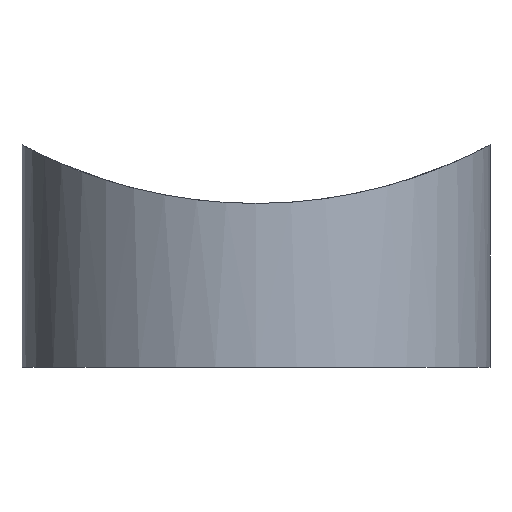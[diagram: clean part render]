
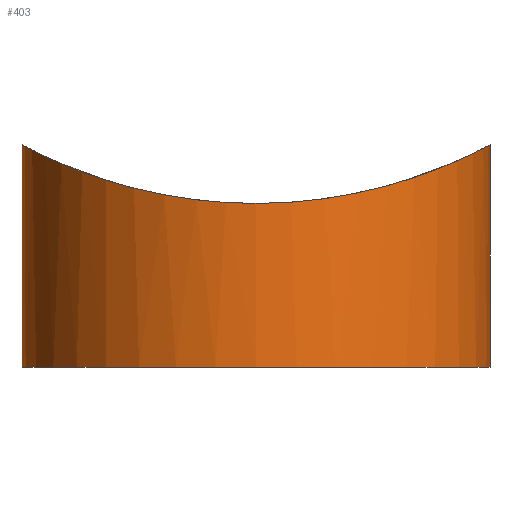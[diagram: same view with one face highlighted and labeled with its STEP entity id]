
A CAD part, front view. The second image highlights one B-rep face of the part: STEP entity #403.
In plain terms, the highlighted cylindrical face has radius 10 mm (diameter 20 mm), a partial arc.
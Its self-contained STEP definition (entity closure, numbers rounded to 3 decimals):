
#6 = CARTESIAN_POINT ( 'NONE',  ( -6.619, -7.523, 8.054 ) ) ;
#7 = CARTESIAN_POINT ( 'NONE',  ( 0., -10., 7. ) ) ;
#8 = CARTESIAN_POINT ( 'NONE',  ( 9.934, -1.32, 9.471 ) ) ;
#12 = CARTESIAN_POINT ( 'NONE',  ( -8.97, -4.468, 8.989 ) ) ;
#23 = ORIENTED_EDGE ( 'NONE', *, *, #322, .T. ) ;
#25 = CARTESIAN_POINT ( 'NONE',  ( 1.331, -9.933, 7.032 ) ) ;
#44 = DIRECTION ( 'NONE',  ( 0., 0., 1. ) ) ;
#45 = CARTESIAN_POINT ( 'NONE',  ( 10., 0., 0. ) ) ;
#48 = DIRECTION ( 'NONE',  ( 0., 0., -1. ) ) ;
#49 = EDGE_CURVE ( 'NONE', #222, #436, #480, .T. ) ;
#50 = CARTESIAN_POINT ( 'NONE',  ( 4.473, -8.968, 7.468 ) ) ;
#51 = CARTESIAN_POINT ( 'NONE',  ( -10., -0.331, 9.507 ) ) ;
#53 = CARTESIAN_POINT ( 'NONE',  ( 2.3, -9.737, 7.123 ) ) ;
#55 = CARTESIAN_POINT ( 'NONE',  ( -10., 0., 9.507 ) ) ;
#57 = AXIS2_PLACEMENT_3D ( 'NONE', #485, #44, #330 ) ;
#58 = CARTESIAN_POINT ( 'NONE',  ( -10., 0., 9.507 ) ) ;
#65 = CARTESIAN_POINT ( 'NONE',  ( -10., 0., 10. ) ) ;
#72 = AXIS2_PLACEMENT_3D ( 'NONE', #268, #385, #208 ) ;
#74 = LINE ( 'NONE', #65, #159 ) ;
#87 = CARTESIAN_POINT ( 'NONE',  ( -3.262, -9.459, 7.25 ) ) ;
#90 = EDGE_CURVE ( 'NONE', #477, #109, #407, .T. ) ;
#94 = CARTESIAN_POINT ( 'NONE',  ( 6.616, -7.506, 8.057 ) ) ;
#95 = CARTESIAN_POINT ( 'NONE',  ( -9.867, -1.657, 9.436 ) ) ;
#104 = CYLINDRICAL_SURFACE ( 'NONE', #72, 10. ) ;
#109 = VERTEX_POINT ( 'NONE', #45 ) ;
#115 = EDGE_LOOP ( 'NONE', ( #410, #371, #510, #23, #269 ) ) ;
#126 = CARTESIAN_POINT ( 'NONE',  ( -2.635, -9.652, 7.162 ) ) ;
#132 = CARTESIAN_POINT ( 'NONE',  ( -5.033, -8.647, 7.604 ) ) ;
#134 = CARTESIAN_POINT ( 'NONE',  ( 7.308, -6.834, 8.298 ) ) ;
#135 = CARTESIAN_POINT ( 'NONE',  ( -7.516, -6.604, 8.376 ) ) ;
#147 = CARTESIAN_POINT ( 'NONE',  ( 6.854, -7.289, 8.137 ) ) ;
#159 = VECTOR ( 'NONE', #502, 1000. ) ;
#167 = CARTESIAN_POINT ( 'NONE',  ( -9.351, -3.56, 9.173 ) ) ;
#170 = CARTESIAN_POINT ( 'NONE',  ( 3.567, -9.348, 7.3 ) ) ;
#175 = CARTESIAN_POINT ( 'NONE',  ( 2.621, -9.656, 7.16 ) ) ;
#196 = EDGE_CURVE ( 'NONE', #436, #307, #281, .T. ) ;
#203 = CARTESIAN_POINT ( 'NONE',  ( -0.671, -10., 7. ) ) ;
#208 = DIRECTION ( 'NONE',  ( -1., 0., 0. ) ) ;
#209 = CARTESIAN_POINT ( 'NONE',  ( 10., 0., 9.507 ) ) ;
#213 = CARTESIAN_POINT ( 'NONE',  ( 8.128, -5.835, 8.619 ) ) ;
#216 = CARTESIAN_POINT ( 'NONE',  ( -7.928, -6.103, 8.537 ) ) ;
#222 = VERTEX_POINT ( 'NONE', #58 ) ;
#223 = CARTESIAN_POINT ( 'NONE',  ( 5.044, -8.659, 7.601 ) ) ;
#249 = CARTESIAN_POINT ( 'NONE',  ( -2.313, -9.734, 7.124 ) ) ;
#254 = CARTESIAN_POINT ( 'NONE',  ( 8.976, -4.455, 8.992 ) ) ;
#255 = CARTESIAN_POINT ( 'NONE',  ( -9.656, -2.621, 9.326 ) ) ;
#257 = CARTESIAN_POINT ( 'NONE',  ( 9.464, -3.248, 9.229 ) ) ;
#259 = CARTESIAN_POINT ( 'NONE',  ( -9.463, -3.249, 9.229 ) ) ;
#265 = CARTESIAN_POINT ( 'NONE',  ( 9.657, -2.616, 9.327 ) ) ;
#268 = CARTESIAN_POINT ( 'NONE',  ( 0., 0., 10. ) ) ;
#269 = ORIENTED_EDGE ( 'NONE', *, *, #90, .T. ) ;
#275 = CARTESIAN_POINT ( 'NONE',  ( 10., 0., 9.507 ) ) ;
#281 = B_SPLINE_CURVE_WITH_KNOTS ( 'NONE', 3,
 ( #365, #523, #25, #53, #175, #417, #170, #50, #223, #339, #344, #94, #147, #134, #456, #500, #213, #428, #254, #452, #257, #265, #374, #8, #424, #209 ),
 .UNSPECIFIED., .F., .F.,
 ( 4, 2, 2, 2, 2, 2, 2, 2, 2, 2, 2, 2, 4 ),
 ( 0.032, 0.034, 0.035, 0.036, 0.038, 0.039, 0.04, 0.041, 0.042, 0.044, 0.045, 0.046, 0.048 ),
 .UNSPECIFIED. ) ;
#288 = CARTESIAN_POINT ( 'NONE',  ( 0., -10., 7. ) ) ;
#292 = CARTESIAN_POINT ( 'NONE',  ( -9.983, -0.667, 9.498 ) ) ;
#307 = VERTEX_POINT ( 'NONE', #275 ) ;
#322 = EDGE_CURVE ( 'NONE', #222, #477, #74, .T. ) ;
#330 = DIRECTION ( 'NONE',  ( 1., 0., 0. ) ) ;
#333 = CARTESIAN_POINT ( 'NONE',  ( -6.124, -7.933, 7.896 ) ) ;
#338 = LINE ( 'NONE', #432, #438 ) ;
#339 = CARTESIAN_POINT ( 'NONE',  ( 5.855, -8.114, 7.822 ) ) ;
#344 = CARTESIAN_POINT ( 'NONE',  ( 6.117, -7.918, 7.9 ) ) ;
#365 = CARTESIAN_POINT ( 'NONE',  ( 0., -10., 7. ) ) ;
#368 = CARTESIAN_POINT ( 'NONE',  ( -4.168, -9.096, 7.412 ) ) ;
#371 = ORIENTED_EDGE ( 'NONE', *, *, #196, .F. ) ;
#374 = CARTESIAN_POINT ( 'NONE',  ( 9.739, -2.292, 9.369 ) ) ;
#375 = CARTESIAN_POINT ( 'NONE',  ( -9.737, -2.303, 9.368 ) ) ;
#381 = CARTESIAN_POINT ( 'NONE',  ( -9.917, -1.33, 9.462 ) ) ;
#385 = DIRECTION ( 'NONE',  ( 0., 0., -1. ) ) ;
#403 = ADVANCED_FACE ( 'NONE', ( #419 ), #104, .T. ) ;
#407 = CIRCLE ( 'NONE', #57, 10. ) ;
#410 = ORIENTED_EDGE ( 'NONE', *, *, #455, .F. ) ;
#417 = CARTESIAN_POINT ( 'NONE',  ( 3.255, -9.461, 7.249 ) ) ;
#419 = FACE_OUTER_BOUND ( 'NONE', #115, .T. ) ;
#422 = CARTESIAN_POINT ( 'NONE',  ( -7.3, -6.842, 8.295 ) ) ;
#424 = CARTESIAN_POINT ( 'NONE',  ( 10., -0.664, 9.507 ) ) ;
#428 = CARTESIAN_POINT ( 'NONE',  ( 8.67, -5.024, 8.85 ) ) ;
#432 = CARTESIAN_POINT ( 'NONE',  ( 10., 0., 10. ) ) ;
#436 = VERTEX_POINT ( 'NONE', #7 ) ;
#438 = VECTOR ( 'NONE', #48, 1000. ) ;
#448 = CARTESIAN_POINT ( 'NONE',  ( -3.569, -9.347, 7.3 ) ) ;
#449 = CARTESIAN_POINT ( 'NONE',  ( -1.333, -9.933, 7.032 ) ) ;
#452 = CARTESIAN_POINT ( 'NONE',  ( 9.352, -3.556, 9.174 ) ) ;
#453 = CARTESIAN_POINT ( 'NONE',  ( -4.461, -8.956, 7.473 ) ) ;
#455 = EDGE_CURVE ( 'NONE', #307, #109, #338, .T. ) ;
#456 = CARTESIAN_POINT ( 'NONE',  ( 7.524, -6.596, 8.379 ) ) ;
#457 = CARTESIAN_POINT ( 'NONE',  ( -8.663, -5.037, 8.847 ) ) ;
#477 = VERTEX_POINT ( 'NONE', #513 ) ;
#480 = B_SPLINE_CURVE_WITH_KNOTS ( 'NONE', 3,
 ( #55, #51, #292, #381, #95, #375, #255, #259, #167, #12, #457, #494, #216, #135, #422, #6, #333, #489, #132, #453, #368, #448, #87, #126, #249, #449, #203, #288 ),
 .UNSPECIFIED., .F., .F.,
 ( 4, 2, 2, 2, 2, 2, 2, 2, 2, 2, 2, 2, 2, 4 ),
 ( 0.016, 0.017, 0.018, 0.019, 0.02, 0.022, 0.023, 0.024, 0.026, 0.027, 0.028, 0.029, 0.03, 0.032 ),
 .UNSPECIFIED. ) ;
#485 = CARTESIAN_POINT ( 'NONE',  ( 0., 0., 0. ) ) ;
#489 = CARTESIAN_POINT ( 'NONE',  ( -5.314, -8.478, 7.675 ) ) ;
#494 = CARTESIAN_POINT ( 'NONE',  ( -8.123, -5.842, 8.617 ) ) ;
#500 = CARTESIAN_POINT ( 'NONE',  ( 7.933, -6.097, 8.539 ) ) ;
#502 = DIRECTION ( 'NONE',  ( 0., 0., -1. ) ) ;
#510 = ORIENTED_EDGE ( 'NONE', *, *, #49, .F. ) ;
#513 = CARTESIAN_POINT ( 'NONE',  ( -10., 0., 0. ) ) ;
#523 = CARTESIAN_POINT ( 'NONE',  ( 0.672, -10., 7. ) ) ;
